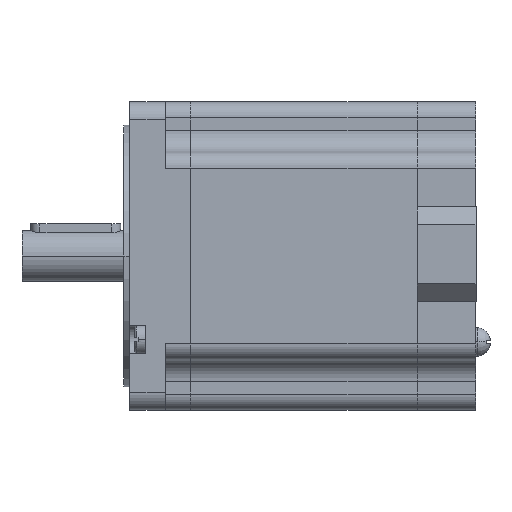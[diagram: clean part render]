
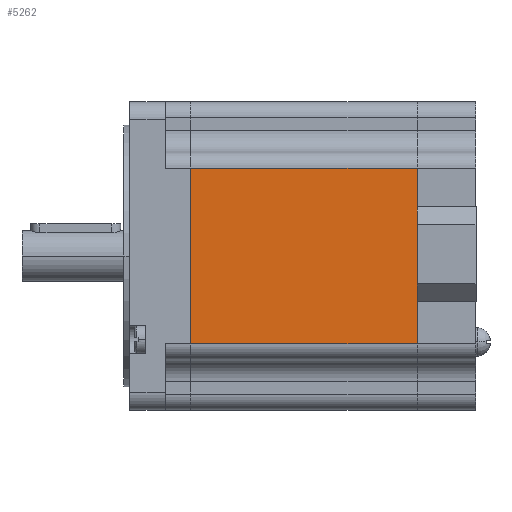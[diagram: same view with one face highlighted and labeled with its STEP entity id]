
A CAD part, left-side view. The second image highlights one B-rep face of the part: STEP entity #5262.
In plain terms, the highlighted planar face has unit normal (-1, 0, 0).
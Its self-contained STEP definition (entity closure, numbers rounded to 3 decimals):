
#100=DIRECTION('',(0.,0.,1.));
#101=VECTOR('',#100,48.94);
#102=CARTESIAN_POINT('',(-43.,0.,-24.47));
#103=LINE('',#102,#101);
#2153=DIRECTION('',(0.,1.,0.));
#2154=VECTOR('',#2153,63.2);
#2155=CARTESIAN_POINT('',(-43.,0.,24.47));
#2156=LINE('',#2155,#2154);
#2161=DIRECTION('',(0.,0.,1.));
#2162=VECTOR('',#2161,48.94);
#2163=CARTESIAN_POINT('',(-43.,63.2,-24.47));
#2164=LINE('',#2163,#2162);
#2169=DIRECTION('',(0.,-1.,0.));
#2170=VECTOR('',#2169,63.2);
#2171=CARTESIAN_POINT('',(-43.,63.2,-24.47));
#2172=LINE('',#2171,#2170);
#3237=CARTESIAN_POINT('',(-43.,0.,-24.47));
#3238=VERTEX_POINT('',#3237);
#3239=CARTESIAN_POINT('',(-43.,0.,24.47));
#3240=VERTEX_POINT('',#3239);
#3697=CARTESIAN_POINT('',(-43.,63.2,24.47));
#3698=VERTEX_POINT('',#3697);
#3699=CARTESIAN_POINT('',(-43.,63.2,-24.47));
#3700=VERTEX_POINT('',#3699);
#5250=CARTESIAN_POINT('',(-43.,0.,-28.97));
#5251=DIRECTION('',(-1.,0.,0.));
#5252=DIRECTION('',(0.,0.,1.));
#5253=AXIS2_PLACEMENT_3D('',#5250,#5251,#5252);
#5254=PLANE('',#5253);
#5256=ORIENTED_EDGE('',*,*,#5255,.F.);
#5257=ORIENTED_EDGE('',*,*,#4744,.T.);
#5258=ORIENTED_EDGE('',*,*,#5243,.F.);
#5259=ORIENTED_EDGE('',*,*,#4234,.F.);
#5260=EDGE_LOOP('',(#5256,#5257,#5258,#5259));
#5261=FACE_OUTER_BOUND('',#5260,.F.);
#5262=ADVANCED_FACE('',(#5261),#5254,.T.);
#4234=EDGE_CURVE('',#3238,#3240,#103,.T.);
#4744=EDGE_CURVE('',#3700,#3698,#2164,.T.);
#5243=EDGE_CURVE('',#3240,#3698,#2156,.T.);
#5255=EDGE_CURVE('',#3700,#3238,#2172,.T.);
